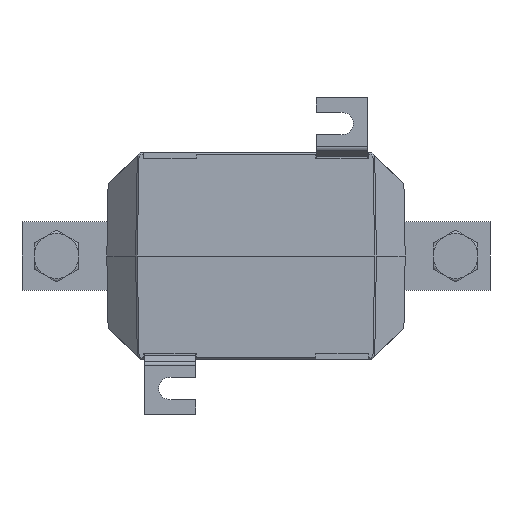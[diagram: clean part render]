
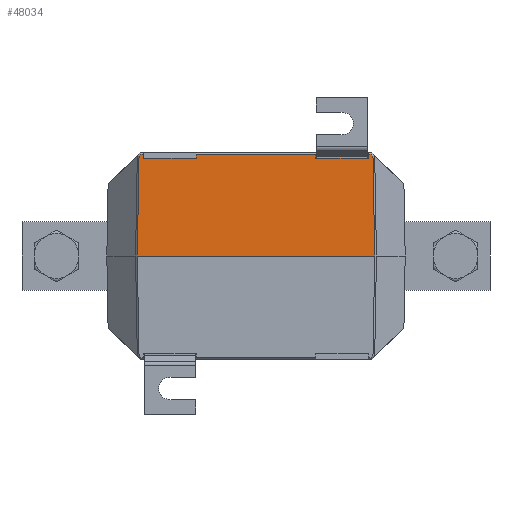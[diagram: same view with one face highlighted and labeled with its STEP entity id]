
A CAD part, front view. The second image highlights one B-rep face of the part: STEP entity #48034.
In plain terms, the highlighted planar face has unit normal (0, -1, 0.018).
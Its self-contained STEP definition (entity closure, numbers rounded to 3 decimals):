
#9917 = VERTEX_POINT ( 'NONE', #46070 ) ;
#9919 = VERTEX_POINT ( 'NONE', #46068 ) ;
#9937 = EDGE_CURVE ( 'NONE', #9917, #9919, #45981, .T. ) ;
#45978 = DIRECTION ( 'NONE',  ( 1., 0., 0. ) ) ;
#45979 = VECTOR ( 'NONE', #45978, 1000. ) ;
#45980 = CARTESIAN_POINT ( 'NONE',  ( -35., -31.5, 0. ) ) ;
#45981 = LINE ( 'NONE', #45980, #45979 ) ;
#46068 = CARTESIAN_POINT ( 'NONE',  ( 34.5, -31.5, 0. ) ) ;
#46070 = CARTESIAN_POINT ( 'NONE',  ( -34.5, -31.5, 0. ) ) ;
#47993 = ORIENTED_EDGE ( 'NONE', *, *, #47998, .T. ) ;
#47994 = EDGE_CURVE ( 'NONE', #50279, #48047, #48720, .T. ) ;
#47995 = ORIENTED_EDGE ( 'NONE', *, *, #48016, .F. ) ;
#47996 = EDGE_CURVE ( 'NONE', #9919, #48036, #48711, .T. ) ;
#47997 = ORIENTED_EDGE ( 'NONE', *, *, #47996, .T. ) ;
#47998 = EDGE_CURVE ( 'NONE', #48036, #50279, #48707, .T. ) ;
#47999 = VERTEX_POINT ( 'NONE', #48715 ) ;
#48003 = EDGE_CURVE ( 'NONE', #48004, #48047, #48887, .T. ) ;
#48004 = VERTEX_POINT ( 'NONE', #48921 ) ;
#48009 = ORIENTED_EDGE ( 'NONE', *, *, #48042, .T. ) ;
#48015 = ORIENTED_EDGE ( 'NONE', *, *, #48046, .T. ) ;
#48016 = EDGE_CURVE ( 'NONE', #47999, #50269, #48936, .T. ) ;
#48019 = EDGE_CURVE ( 'NONE', #47999, #48032, #48941, .T. ) ;
#48020 = ORIENTED_EDGE ( 'NONE', *, *, #48019, .T. ) ;
#48030 = ORIENTED_EDGE ( 'NONE', *, *, #48040, .F. ) ;
#48031 = VERTEX_POINT ( 'NONE', #49021 ) ;
#48032 = VERTEX_POINT ( 'NONE', #49020 ) ;
#48033 = VERTEX_POINT ( 'NONE', #49018 ) ;
#48034 = ADVANCED_FACE ( 'NONE', ( #49017 ), #49040, .T. ) ;
#48035 = ORIENTED_EDGE ( 'NONE', *, *, #48038, .F. ) ;
#48036 = VERTEX_POINT ( 'NONE', #49024 ) ;
#48037 = VERTEX_POINT ( 'NONE', #49019 ) ;
#48038 = EDGE_CURVE ( 'NONE', #48037, #48031, #49016, .T. ) ;
#48039 = ORIENTED_EDGE ( 'NONE', *, *, #48045, .T. ) ;
#48040 = EDGE_CURVE ( 'NONE', #48102, #48037, #49008, .T. ) ;
#48041 = VERTEX_POINT ( 'NONE', #49025 ) ;
#48042 = EDGE_CURVE ( 'NONE', #48102, #48033, #49015, .T. ) ;
#48043 = ORIENTED_EDGE ( 'NONE', *, *, #9937, .T. ) ;
#48044 = ORIENTED_EDGE ( 'NONE', *, *, #50273, .T. ) ;
#48045 = EDGE_CURVE ( 'NONE', #48033, #48041, #49031, .T. ) ;
#48046 = EDGE_CURVE ( 'NONE', #48004, #50269, #48997, .T. ) ;
#48047 = VERTEX_POINT ( 'NONE', #49004 ) ;
#48048 = EDGE_LOOP ( 'NONE', ( #48099, #48035, #48030, #48009, #48039, #48044, #48043, #47997, #47993, #50265, #50276, #48015, #47995, #48020 ) ) ;
#48099 = ORIENTED_EDGE ( 'NONE', *, *, #48105, .F. ) ;
#48102 = VERTEX_POINT ( 'NONE', #49253 ) ;
#48105 = EDGE_CURVE ( 'NONE', #48031, #48032, #49136, .T. ) ;
#48704 = DIRECTION ( 'NONE',  ( -0.719, 0.012, 0.695 ) ) ;
#48705 = VECTOR ( 'NONE', #48704, 1000. ) ;
#48706 = CARTESIAN_POINT ( 'NONE',  ( 33.312, -30.983, 29.636 ) ) ;
#48707 = LINE ( 'NONE', #48706, #48705 ) ;
#48708 = DIRECTION ( 'NONE',  ( -0.017, 0.017, 1. ) ) ;
#48709 = VECTOR ( 'NONE', #48708, 1000. ) ;
#48710 = CARTESIAN_POINT ( 'NONE',  ( 34.479, -31.479, 1.212 ) ) ;
#48711 = LINE ( 'NONE', #48710, #48709 ) ;
#48714 = DIRECTION ( 'NONE',  ( -1., 0., 0. ) ) ;
#48715 = CARTESIAN_POINT ( 'NONE',  ( 17.295, -30.985, 29.5 ) ) ;
#48719 = CARTESIAN_POINT ( 'NONE',  ( -33.664, -30.985, 29.5 ) ) ;
#48720 = LINE ( 'NONE', #48719, #48736 ) ;
#48736 = VECTOR ( 'NONE', #48714, 1000. ) ;
#48887 = LINE ( 'NONE', #48920, #48919 ) ;
#48918 = DIRECTION ( 'NONE',  ( 0.009, 0.017, 1. ) ) ;
#48919 = VECTOR ( 'NONE', #48918, 1000. ) ;
#48920 = CARTESIAN_POINT ( 'NONE',  ( 32.443, -31.51, -0.588 ) ) ;
#48921 = CARTESIAN_POINT ( 'NONE',  ( 32.695, -31.004, 28.4 ) ) ;
#48926 = CARTESIAN_POINT ( 'NONE',  ( 17.548, -31.492, 0.458 ) ) ;
#48936 = LINE ( 'NONE', #48926, #48947 ) ;
#48938 = DIRECTION ( 'NONE',  ( -1., 0., 0. ) ) ;
#48939 = VECTOR ( 'NONE', #48938, 1000. ) ;
#48940 = CARTESIAN_POINT ( 'NONE',  ( -33.664, -30.985, 29.5 ) ) ;
#48941 = LINE ( 'NONE', #48940, #48939 ) ;
#48946 = DIRECTION ( 'NONE',  ( 0.009, -0.017, -1. ) ) ;
#48947 = VECTOR ( 'NONE', #48946, 1000. ) ;
#48993 = DIRECTION ( 'NONE',  ( -1., 0., 0. ) ) ;
#48994 = VECTOR ( 'NONE', #48993, 1000. ) ;
#48995 = CARTESIAN_POINT ( 'NONE',  ( -35., -31.004, 28.4 ) ) ;
#48997 = LINE ( 'NONE', #48995, #48994 ) ;
#48998 = DIRECTION ( 'NONE',  ( -0.719, -0.012, -0.695 ) ) ;
#48999 = VECTOR ( 'NONE', #48998, 1000. ) ;
#49001 = DIRECTION ( 'NONE',  ( -1., 0., 0. ) ) ;
#49002 = VECTOR ( 'NONE', #49001, 1000. ) ;
#49003 = CARTESIAN_POINT ( 'NONE',  ( -33.664, -30.985, 29.5 ) ) ;
#49004 = CARTESIAN_POINT ( 'NONE',  ( 32.705, -30.985, 29.5 ) ) ;
#49005 = DIRECTION ( 'NONE',  ( 0.009, -0.017, -1. ) ) ;
#49006 = VECTOR ( 'NONE', #49005, 1000. ) ;
#49007 = CARTESIAN_POINT ( 'NONE',  ( -32.448, -31.5, 0.022 ) ) ;
#49008 = LINE ( 'NONE', #49007, #49006 ) ;
#49009 = DIRECTION ( 'NONE',  ( 1., 0., 0. ) ) ;
#49010 = VECTOR ( 'NONE', #49009, 1000. ) ;
#49011 = CARTESIAN_POINT ( 'NONE',  ( -35., -31.004, 28.4 ) ) ;
#49012 = DIRECTION ( 'NONE',  ( 0., -0.017, -1. ) ) ;
#49013 = DIRECTION ( 'NONE',  ( 0., -1., 0.017 ) ) ;
#49014 = CARTESIAN_POINT ( 'NONE',  ( -35., -31.5, 0. ) ) ;
#49015 = LINE ( 'NONE', #49003, #49002 ) ;
#49016 = LINE ( 'NONE', #49011, #49010 ) ;
#49017 = FACE_OUTER_BOUND ( 'NONE', #48048, .T. ) ;
#49018 = CARTESIAN_POINT ( 'NONE',  ( -33.453, -30.985, 29.5 ) ) ;
#49019 = CARTESIAN_POINT ( 'NONE',  ( -32.695, -31.004, 28.4 ) ) ;
#49020 = CARTESIAN_POINT ( 'NONE',  ( -17.295, -30.985, 29.5 ) ) ;
#49021 = CARTESIAN_POINT ( 'NONE',  ( -17.305, -31.004, 28.4 ) ) ;
#49024 = CARTESIAN_POINT ( 'NONE',  ( 33.994, -30.994, 28.977 ) ) ;
#49025 = CARTESIAN_POINT ( 'NONE',  ( -33.994, -30.994, 28.978 ) ) ;
#49030 = CARTESIAN_POINT ( 'NONE',  ( -34.138, -30.997, 28.838 ) ) ;
#49031 = LINE ( 'NONE', #49030, #48999 ) ;
#49037 = AXIS2_PLACEMENT_3D ( 'NONE', #49014, #49013, #49012 ) ;
#49040 = PLANE ( 'NONE',  #49037 ) ;
#49091 = VECTOR ( 'NONE', #49202, 1000. ) ;
#49092 = CARTESIAN_POINT ( 'NONE',  ( -34.5, -31.5, -0.009 ) ) ;
#49106 = LINE ( 'NONE', #49092, #49091 ) ;
#49109 = CARTESIAN_POINT ( 'NONE',  ( 33.453, -30.985, 29.5 ) ) ;
#49112 = CARTESIAN_POINT ( 'NONE',  ( 17.305, -31.004, 28.4 ) ) ;
#49131 = DIRECTION ( 'NONE',  ( 0.009, 0.017, 1. ) ) ;
#49132 = VECTOR ( 'NONE', #49131, 1000. ) ;
#49133 = CARTESIAN_POINT ( 'NONE',  ( -17.554, -31.503, -0.152 ) ) ;
#49136 = LINE ( 'NONE', #49133, #49132 ) ;
#49202 = DIRECTION ( 'NONE',  ( -0.017, -0.017, -1. ) ) ;
#49253 = CARTESIAN_POINT ( 'NONE',  ( -32.705, -30.985, 29.5 ) ) ;
#50265 = ORIENTED_EDGE ( 'NONE', *, *, #47994, .T. ) ;
#50269 = VERTEX_POINT ( 'NONE', #49112 ) ;
#50273 = EDGE_CURVE ( 'NONE', #48041, #9917, #49106, .T. ) ;
#50276 = ORIENTED_EDGE ( 'NONE', *, *, #48003, .F. ) ;
#50279 = VERTEX_POINT ( 'NONE', #49109 ) ;
